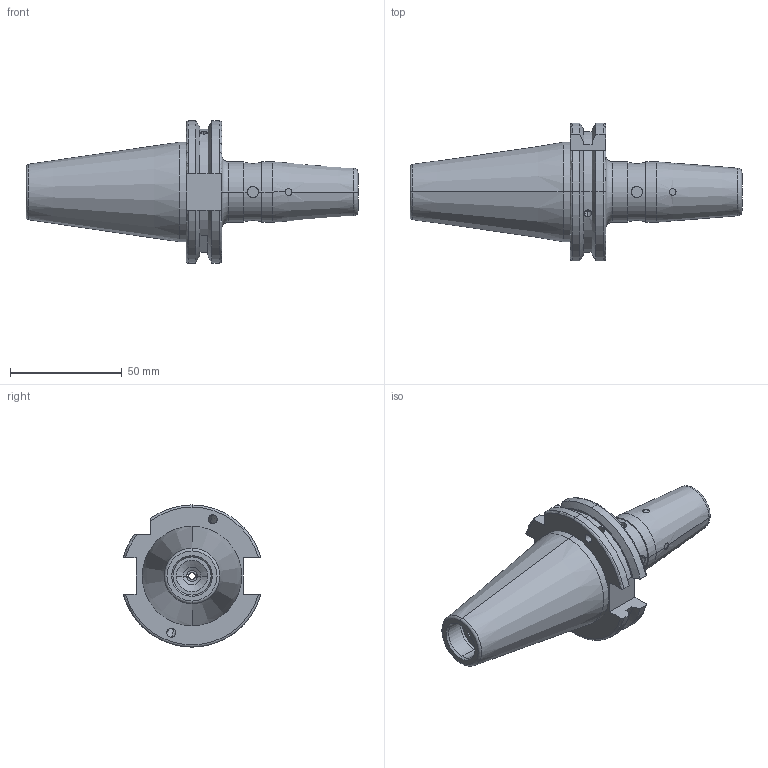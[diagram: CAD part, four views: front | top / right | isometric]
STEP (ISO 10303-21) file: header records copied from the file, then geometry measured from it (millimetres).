
FILE_DESCRIPTION (( 'STEP AP203' ), '1' );
FILE_NAME ('91406-SR408080.STEP', '2022-04-26T12:13:51', ( '' ), ( '' ), 'SwSTEP 2.0', 'SolidWorks 2018', '' );
FILE_SCHEMA (( 'CONFIG_CONTROL_DESIGN' ));
Length unit declared in the file: millimetre
Products named in the file (6): GS-M4X4_DIN 913 - M4 x 4-N; SK40SFK08080FWW; 91406-SR408080; EXPANDER PLUG Ø3x3.6; SCWM6x1x20-FLAT
Assembly tree (9 placements, depth 3):
  91406-SR408080
    SK40SFK08080FWW
      SK40SFK08080FWW
      SCWM6x1x20-FLAT
      GS-M4X4_DIN 913 - M4 x 4-N  x2
      EXPANDER PLUG Ø3x3.6  x4
Bounding box: 148.4 x 61.48 x 63.55 mm (x, y, z)
Volume: 126637.9 mm3; surface area: 29333.3 mm2
Topology: 8 solids, 8 shells, 291 faces, 715 edges, 450 vertices
Faces by surface type: cylinder 105, cone 100, plane 66, torus 16, bspline 4
Entity records: 8559 total; most frequent: CARTESIAN_POINT 2362, DIRECTION 1179, ORIENTED_EDGE 1130, EDGE_CURVE 565, AXIS2_PLACEMENT_3D 475, VERTEX_POINT 356, EDGE_LOOP 263, CIRCLE 240
